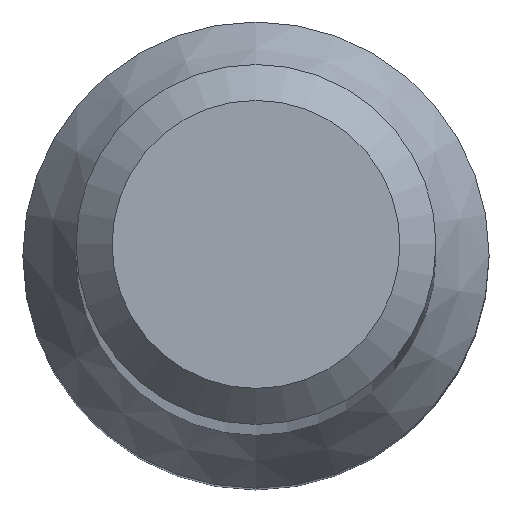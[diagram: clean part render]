
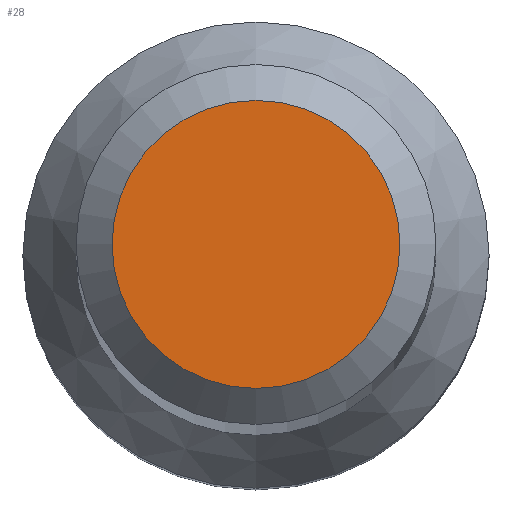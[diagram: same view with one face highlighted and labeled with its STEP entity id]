
A CAD part, top view. The second image highlights one B-rep face of the part: STEP entity #28.
In plain terms, the highlighted planar face has unit normal (0, 0, 1).
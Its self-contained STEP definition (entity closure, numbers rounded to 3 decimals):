
#23 = CIRCLE ( 'NONE', #165, 1.6 ) ;
#28 = ADVANCED_FACE ( 'NONE', ( #181 ), #241, .F. ) ;
#65 = ORIENTED_EDGE ( 'NONE', *, *, #103, .F. ) ;
#70 = AXIS2_PLACEMENT_3D ( 'NONE', #130, #133, #77 ) ;
#72 = DIRECTION ( 'NONE',  ( 0., 0., -1. ) ) ;
#76 = CARTESIAN_POINT ( 'NONE',  ( 0., 0., 80. ) ) ;
#77 = DIRECTION ( 'NONE',  ( 0., 1., 0. ) ) ;
#103 = EDGE_CURVE ( 'NONE', #192, #192, #23, .T. ) ;
#130 = CARTESIAN_POINT ( 'NONE',  ( 0., 0., 80. ) ) ;
#133 = DIRECTION ( 'NONE',  ( 0., 0., -1. ) ) ;
#165 = AXIS2_PLACEMENT_3D ( 'NONE', #76, #72, #188 ) ;
#181 = FACE_OUTER_BOUND ( 'NONE', #236, .T. ) ;
#188 = DIRECTION ( 'NONE',  ( 0., 1., 0. ) ) ;
#192 = VERTEX_POINT ( 'NONE', #209 ) ;
#209 = CARTESIAN_POINT ( 'NONE',  ( 0., 1.6, 80. ) ) ;
#236 = EDGE_LOOP ( 'NONE', ( #65 ) ) ;
#241 = PLANE ( 'NONE',  #70 ) ;
